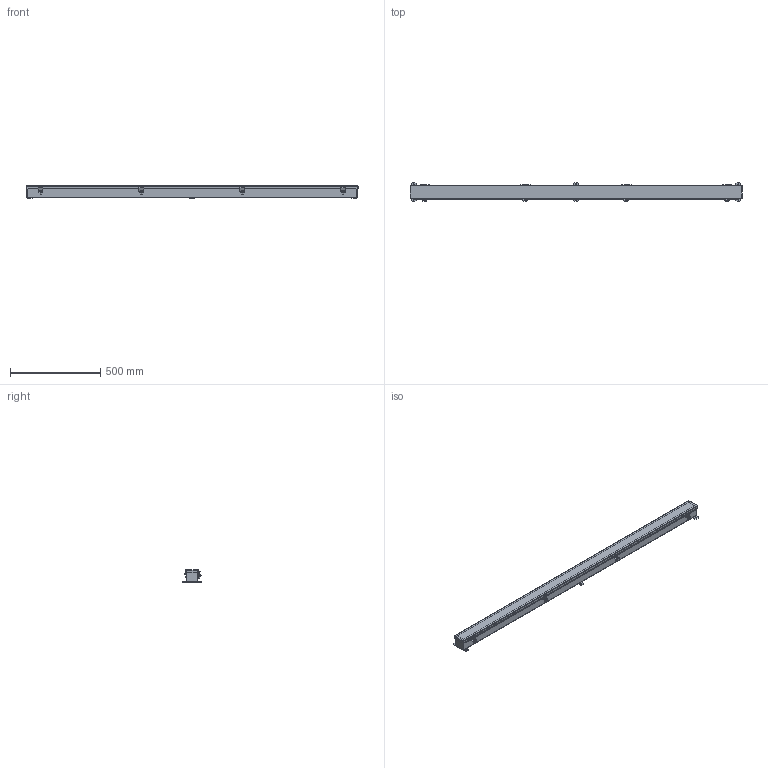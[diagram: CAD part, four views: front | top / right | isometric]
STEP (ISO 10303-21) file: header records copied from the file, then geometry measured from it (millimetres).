
FILE_DESCRIPTION (( 'STEP AP203' ), '1' );
FILE_NAME ('1486B72.step', '2020-11-19T15:46:22', ( 'ADC123' ), ( 'Microsoft' ), 'SwSTEP 2.0', 'SolidWorks 2019', '' );
FILE_SCHEMA (( 'CONFIG_CONTROL_DESIGN' ));
Length unit declared in the file: inch
Products named in the file (1): 1486B72
Bounding box: 1838.33 x 101.76 x 70.28 mm (x, y, z)
Volume: 1319709.7 mm3; surface area: 1342921.8 mm2
Topology: 37 solids, 37 shells, 696 faces, 1771 edges, 1154 vertices
Faces by surface type: plane 489, cylinder 146, bspline 36, cone 25
Full cylindrical faces by diameter (mm): 3.175 x4, 5.41 x4, 6.248 x5, 7.937 x4, 7.938 x2, 12.192 x5
Entity records: 23838 total; most frequent: CARTESIAN_POINT 7403, ORIENTED_EDGE 3412, DIRECTION 3202, EDGE_CURVE 1706, LINE 1230, VECTOR 1230, VERTEX_POINT 1144, AXIS2_PLACEMENT_3D 986
